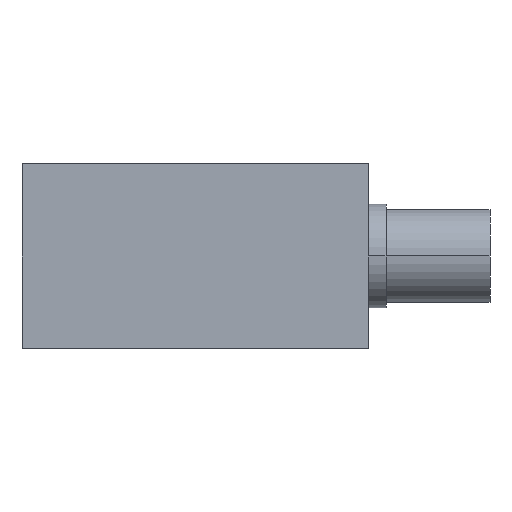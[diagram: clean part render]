
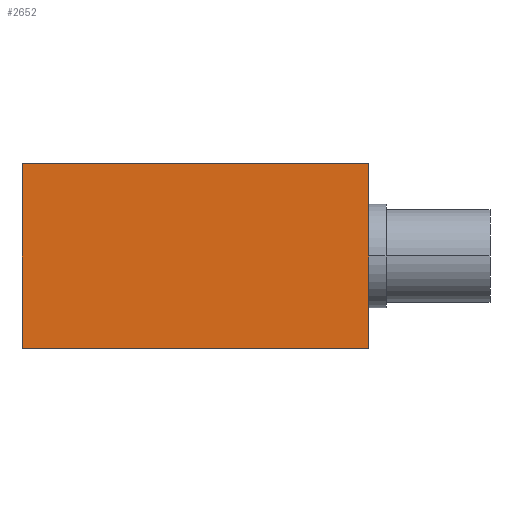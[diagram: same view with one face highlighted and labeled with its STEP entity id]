
A CAD part, front view. The second image highlights one B-rep face of the part: STEP entity #2652.
In plain terms, the highlighted planar face has unit normal (0, -1, 0).
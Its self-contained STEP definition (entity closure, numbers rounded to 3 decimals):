
#1637=CARTESIAN_POINT('',(0.0,0.,16.0));
#1638=VERTEX_POINT('',#1637);
#1647=CARTESIAN_POINT('',(30.001,0.,16.0));
#1648=VERTEX_POINT('',#1647);
#1649=CARTESIAN_POINT('',(30.001,0.,16.0));
#1650=DIRECTION('',(-1.0,0.0,0.0));
#1651=VECTOR('',#1650,30.001);
#1652=LINE('',#1649,#1651);
#1653=EDGE_CURVE('',#1648,#1638,#1652,.T.);
#2304=CARTESIAN_POINT('',(0.0,0.0,0.0));
#2305=VERTEX_POINT('',#2304);
#2312=CARTESIAN_POINT('',(0.0,0.0,0.0));
#2313=DIRECTION('',(0.0,0.0,1.0));
#2314=VECTOR('',#2313,16.0);
#2315=LINE('',#2312,#2314);
#2316=EDGE_CURVE('',#2305,#1638,#2315,.T.);
#2613=CARTESIAN_POINT('',(30.001,0.0,0.0));
#2614=VERTEX_POINT('',#2613);
#2615=CARTESIAN_POINT('',(30.001,0.0,0.0));
#2616=DIRECTION('',(0.0,0.0,1.0));
#2617=VECTOR('',#2616,16.0);
#2618=LINE('',#2615,#2617);
#2619=EDGE_CURVE('',#2614,#1648,#2618,.T.);
#2636=CARTESIAN_POINT('',(30.001,0.0,0.0));
#2637=DIRECTION('',(0.0,-1.0,0.0));
#2638=DIRECTION('',(0.0,0.0,-1.0));
#2639=AXIS2_PLACEMENT_3D('',#2636,#2637,#2638);
#2640=PLANE('',#2639);
#2641=ORIENTED_EDGE('',*,*,#2316,.F.);
#2642=CARTESIAN_POINT('',(0.0,0.0,0.0));
#2643=DIRECTION('',(1.0,0.0,0.0));
#2644=VECTOR('',#2643,30.001);
#2645=LINE('',#2642,#2644);
#2646=EDGE_CURVE('',#2305,#2614,#2645,.T.);
#2647=ORIENTED_EDGE('',*,*,#2646,.T.);
#2648=ORIENTED_EDGE('',*,*,#2619,.T.);
#2649=ORIENTED_EDGE('',*,*,#1653,.T.);
#2650=EDGE_LOOP('',(#2641,#2647,#2648,#2649));
#2651=FACE_OUTER_BOUND('',#2650,.T.);
#2652=ADVANCED_FACE('',(#2651),#2640,.T.);
